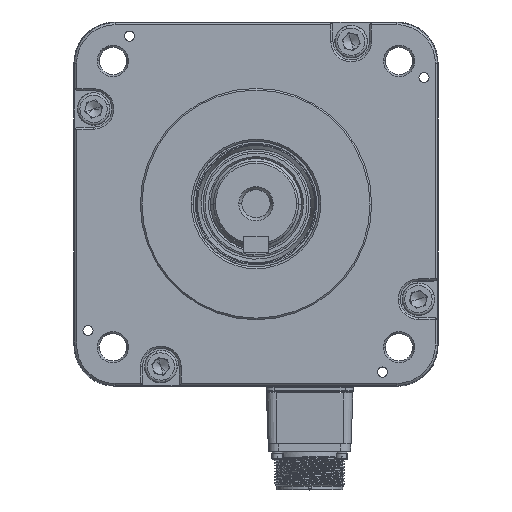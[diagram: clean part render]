
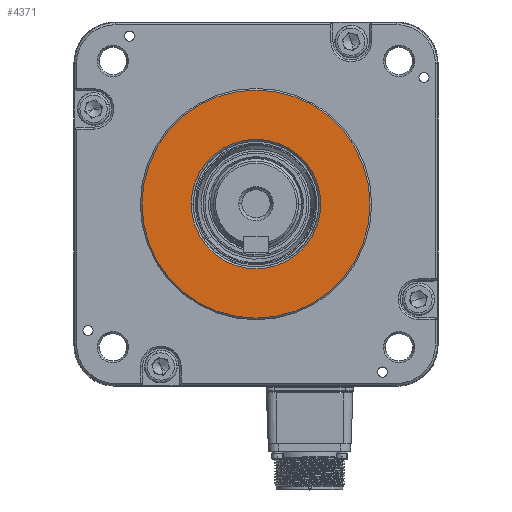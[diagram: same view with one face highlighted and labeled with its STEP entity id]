
A CAD part, top view. The second image highlights one B-rep face of the part: STEP entity #4371.
In plain terms, the highlighted planar face has unit normal (0, 0, 1).
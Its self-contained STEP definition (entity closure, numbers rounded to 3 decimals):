
#2026 = DIRECTION ( 'NONE',  ( 0., 0., -1. ) ) ;
#2213 = AXIS2_PLACEMENT_3D ( 'NONE', #33477, #5742, #24349 ) ;
#4371 = ADVANCED_FACE ( 'NONE', ( #24116, #46527 ), #40637, .F. ) ;
#5742 = DIRECTION ( 'NONE',  ( 0., 0., 1. ) ) ;
#5769 = CARTESIAN_POINT ( 'NONE',  ( 0., 0., 96.2 ) ) ;
#10425 = VERTEX_POINT ( 'NONE', #36766 ) ;
#14700 = DIRECTION ( 'NONE',  ( 0., 0., -1. ) ) ;
#15586 = DIRECTION ( 'NONE',  ( 1., 0., 0. ) ) ;
#17756 = DIRECTION ( 'NONE',  ( 1., 0., 0. ) ) ;
#18196 = CARTESIAN_POINT ( 'NONE',  ( 0., 0., 96.2 ) ) ;
#21760 = ORIENTED_EDGE ( 'NONE', *, *, #38927, .T. ) ;
#21938 = ORIENTED_EDGE ( 'NONE', *, *, #23520, .T. ) ;
#22207 = DIRECTION ( 'NONE',  ( 0., 0., -1. ) ) ;
#23321 = AXIS2_PLACEMENT_3D ( 'NONE', #18196, #41457, #55003 ) ;
#23520 = EDGE_CURVE ( 'NONE', #41291, #49877, #37987, .T. ) ;
#23987 = CIRCLE ( 'NONE', #23321, 56.35 ) ;
#24116 = FACE_OUTER_BOUND ( 'NONE', #35444, .T. ) ;
#24349 = DIRECTION ( 'NONE',  ( 1., 0., 0. ) ) ;
#29565 = EDGE_LOOP ( 'NONE', ( #35769, #40596 ) ) ;
#29734 = EDGE_CURVE ( 'NONE', #10425, #41118, #40000, .T. ) ;
#33477 = CARTESIAN_POINT ( 'NONE',  ( 0., 0., 96.2 ) ) ;
#34410 = CARTESIAN_POINT ( 'NONE',  ( 0., 0., 96.2 ) ) ;
#35444 = EDGE_LOOP ( 'NONE', ( #21938, #21760 ) ) ;
#35769 = ORIENTED_EDGE ( 'NONE', *, *, #29734, .T. ) ;
#36766 = CARTESIAN_POINT ( 'NONE',  ( -32., 0., 96.2 ) ) ;
#37841 = CARTESIAN_POINT ( 'NONE',  ( -56.35, 0., 96.2 ) ) ;
#37987 = CIRCLE ( 'NONE', #2213, 56.35 ) ;
#38927 = EDGE_CURVE ( 'NONE', #49877, #41291, #23987, .T. ) ;
#39644 = CARTESIAN_POINT ( 'NONE',  ( 32., 0., 96.2 ) ) ;
#40000 = CIRCLE ( 'NONE', #49819, 32. ) ;
#40596 = ORIENTED_EDGE ( 'NONE', *, *, #49402, .T. ) ;
#40637 = PLANE ( 'NONE',  #57258 ) ;
#40908 = AXIS2_PLACEMENT_3D ( 'NONE', #34410, #2026, #15586 ) ;
#41118 = VERTEX_POINT ( 'NONE', #39644 ) ;
#41291 = VERTEX_POINT ( 'NONE', #45263 ) ;
#41457 = DIRECTION ( 'NONE',  ( 0., 0., 1. ) ) ;
#45263 = CARTESIAN_POINT ( 'NONE',  ( 56.35, 0., 96.2 ) ) ;
#46527 = FACE_BOUND ( 'NONE', #29565, .T. ) ;
#47057 = DIRECTION ( 'NONE',  ( 1., 0., 0. ) ) ;
#49402 = EDGE_CURVE ( 'NONE', #41118, #10425, #50588, .T. ) ;
#49819 = AXIS2_PLACEMENT_3D ( 'NONE', #5769, #14700, #47057 ) ;
#49877 = VERTEX_POINT ( 'NONE', #37841 ) ;
#50588 = CIRCLE ( 'NONE', #40908, 32. ) ;
#55003 = DIRECTION ( 'NONE',  ( 1., 0., 0. ) ) ;
#57258 = AXIS2_PLACEMENT_3D ( 'NONE', #59604, #22207, #17756 ) ;
#59604 = CARTESIAN_POINT ( 'NONE',  ( 0., -57.15, 96.2 ) ) ;
